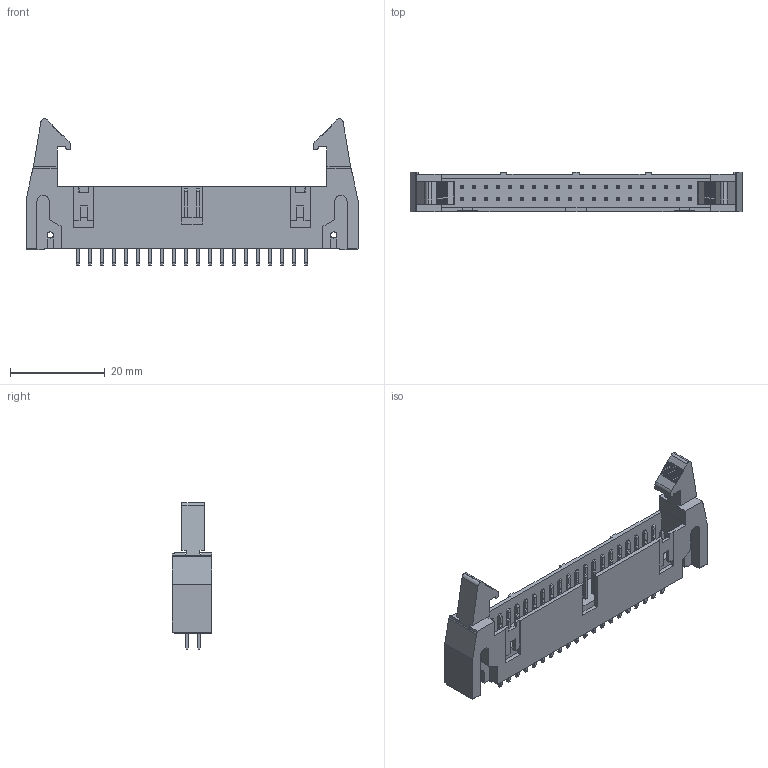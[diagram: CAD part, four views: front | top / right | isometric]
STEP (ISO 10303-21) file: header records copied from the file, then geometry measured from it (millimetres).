
FILE_DESCRIPTION(('STEP AP214'),'1');
FILE_NAME('header_awh40g-0232-t.stp','2015-04-21T12:42:55',('TraceParts'),('TraceParts S.A.'),'XStep 1.0',' ',' ');
FILE_SCHEMA(('automotive_design'));
Length unit declared in the file: millimetre
Products named in the file (1): 1
Bounding box: 70 x 8.3 x 30.9 mm (x, y, z)
Volume: 5552.7 mm3; surface area: 5724.6 mm2
Topology: 1 solids, 1 shells, 788 faces, 2120 edges, 1408 vertices
Faces by surface type: plane 730, cylinder 58
Entity records: 48210 total; most frequent: CARTESIAN_POINT 4317, STYLED_ITEM 4316, PRESENTATION_STYLE_ASSIGNMENT 4316, COLOUR_RGB 4316, ORIENTED_EDGE 4240, DIRECTION 3816, EDGE_CURVE 2120, CURVE_STYLE 2120
